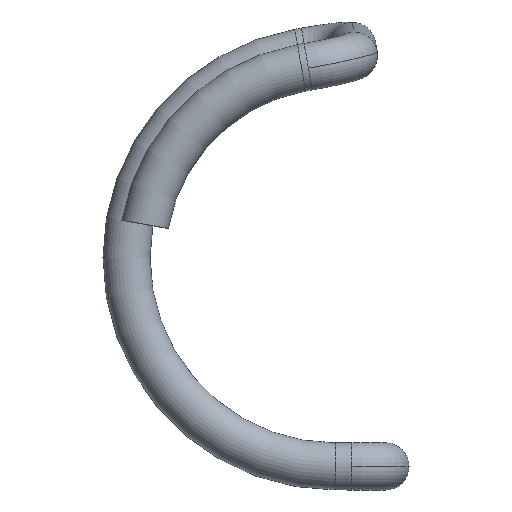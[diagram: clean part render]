
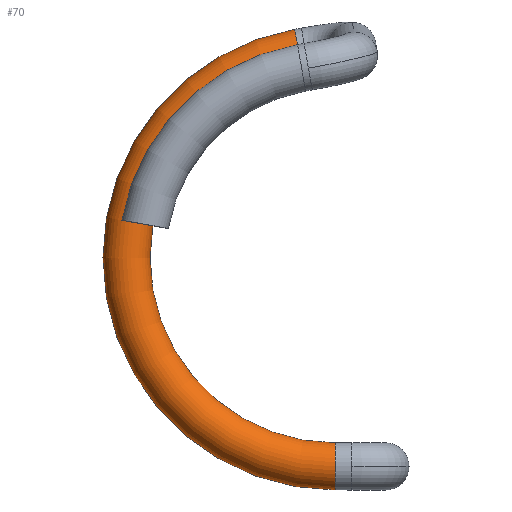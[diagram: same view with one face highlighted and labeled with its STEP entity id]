
A CAD part, left-side view. The second image highlights one B-rep face of the part: STEP entity #70.
In plain terms, the highlighted toroidal (fillet/blend) face has major radius 31 mm and minor radius 3.5 mm.
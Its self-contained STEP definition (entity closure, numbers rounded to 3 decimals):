
#11 = AXIS2_PLACEMENT_3D ( 'NONE', #333, #288, #49 ) ;
#46 = CARTESIAN_POINT ( 'NONE',  ( 0., 5.991, 33.976 ) ) ;
#49 = DIRECTION ( 'NONE',  ( 0., 0., -1. ) ) ;
#52 = CARTESIAN_POINT ( 'NONE',  ( 0., 0., -27.5 ) ) ;
#70 = ADVANCED_FACE ( 'NONE', ( #648 ), #98, .T. ) ;
#72 = DIRECTION ( 'NONE',  ( 0., 0., -1. ) ) ;
#73 = DIRECTION ( 'NONE',  ( 0., 0., -1. ) ) ;
#81 = CARTESIAN_POINT ( 'NONE',  ( 0., 5.383, 30.529 ) ) ;
#89 = CIRCLE ( 'NONE', #243, 27.5 ) ;
#98 = TOROIDAL_SURFACE ( 'NONE', #11, 31., 3.5 ) ;
#99 = AXIS2_PLACEMENT_3D ( 'NONE', #117, #338, #647 ) ;
#117 = CARTESIAN_POINT ( 'NONE',  ( 0., 0., -31. ) ) ;
#137 = CIRCLE ( 'NONE', #533, 3.5 ) ;
#160 = ORIENTED_EDGE ( 'NONE', *, *, #212, .T. ) ;
#182 = DIRECTION ( 'NONE',  ( 1., 0., 0. ) ) ;
#212 = EDGE_CURVE ( 'NONE', #424, #354, #89, .T. ) ;
#236 = DIRECTION ( 'NONE',  ( 0., -0.174, -0.985 ) ) ;
#243 = AXIS2_PLACEMENT_3D ( 'NONE', #567, #557, #73 ) ;
#288 = DIRECTION ( 'NONE',  ( 1., 0., 0. ) ) ;
#307 = ORIENTED_EDGE ( 'NONE', *, *, #663, .F. ) ;
#317 = VERTEX_POINT ( 'NONE', #46 ) ;
#320 = VERTEX_POINT ( 'NONE', #694 ) ;
#333 = CARTESIAN_POINT ( 'NONE',  ( 0., 0., 0. ) ) ;
#338 = DIRECTION ( 'NONE',  ( 0., 1., 0. ) ) ;
#354 = VERTEX_POINT ( 'NONE', #425 ) ;
#383 = EDGE_LOOP ( 'NONE', ( #307, #656, #160, #632 ) ) ;
#394 = DIRECTION ( 'NONE',  ( 0., -0.985, 0.174 ) ) ;
#424 = VERTEX_POINT ( 'NONE', #52 ) ;
#425 = CARTESIAN_POINT ( 'NONE',  ( 0., 4.775, 27.082 ) ) ;
#454 = EDGE_CURVE ( 'NONE', #320, #424, #639, .T. ) ;
#533 = AXIS2_PLACEMENT_3D ( 'NONE', #81, #394, #236 ) ;
#557 = DIRECTION ( 'NONE',  ( 1., 0., 0. ) ) ;
#567 = CARTESIAN_POINT ( 'NONE',  ( 0., 0., 0. ) ) ;
#597 = AXIS2_PLACEMENT_3D ( 'NONE', #606, #182, #72 ) ;
#604 = EDGE_CURVE ( 'NONE', #317, #354, #137, .T. ) ;
#606 = CARTESIAN_POINT ( 'NONE',  ( 0., 0., 0. ) ) ;
#629 = CIRCLE ( 'NONE', #597, 34.5 ) ;
#632 = ORIENTED_EDGE ( 'NONE', *, *, #604, .F. ) ;
#639 = CIRCLE ( 'NONE', #99, 3.5 ) ;
#647 = DIRECTION ( 'NONE',  ( 0., 0., 1. ) ) ;
#648 = FACE_OUTER_BOUND ( 'NONE', #383, .T. ) ;
#656 = ORIENTED_EDGE ( 'NONE', *, *, #454, .T. ) ;
#663 = EDGE_CURVE ( 'NONE', #320, #317, #629, .T. ) ;
#694 = CARTESIAN_POINT ( 'NONE',  ( 0., 0., -34.5 ) ) ;
